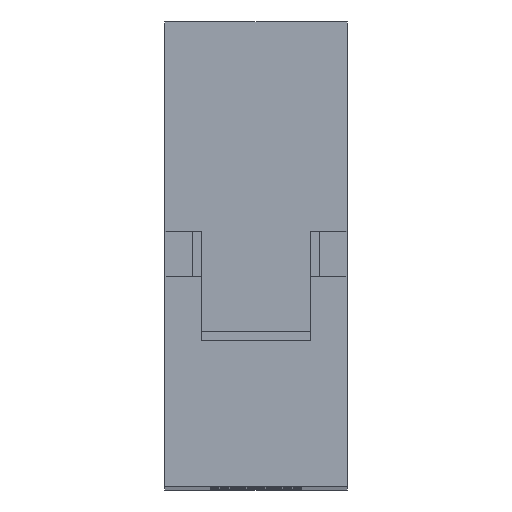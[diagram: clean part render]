
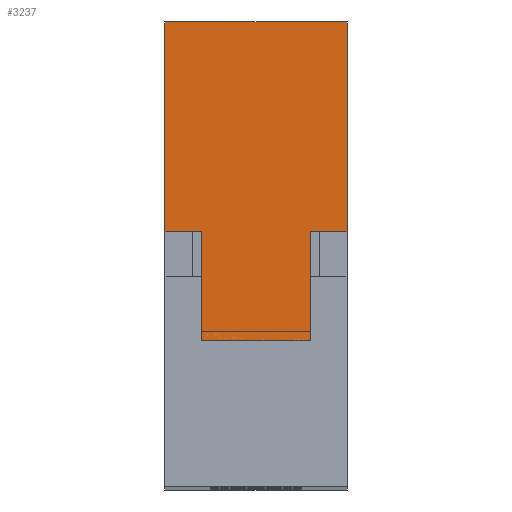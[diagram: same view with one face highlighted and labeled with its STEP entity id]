
A CAD part, top view. The second image highlights one B-rep face of the part: STEP entity #3237.
In plain terms, the highlighted face is planar.
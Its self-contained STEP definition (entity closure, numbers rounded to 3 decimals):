
#156=ORIENTED_EDGE('',*,*,#1050,.T.);
#157=ORIENTED_EDGE('',*,*,#1051,.F.);
#158=ORIENTED_EDGE('',*,*,#1052,.T.);
#159=ORIENTED_EDGE('',*,*,#1053,.F.);
#160=ORIENTED_EDGE('',*,*,#1054,.F.);
#161=ORIENTED_EDGE('',*,*,#1055,.F.);
#162=ORIENTED_EDGE('',*,*,#1056,.F.);
#163=ORIENTED_EDGE('',*,*,#1057,.T.);
#1050=EDGE_CURVE('',#1497,#1498,#1809,.T.);
#1051=EDGE_CURVE('',#1499,#1498,#1810,.T.);
#1052=EDGE_CURVE('',#1499,#1500,#1811,.T.);
#1053=EDGE_CURVE('',#1501,#1500,#1812,.T.);
#1054=EDGE_CURVE('',#1502,#1501,#1813,.T.);
#1055=EDGE_CURVE('',#1503,#1502,#1814,.T.);
#1056=EDGE_CURVE('',#1504,#1503,#1815,.T.);
#1057=EDGE_CURVE('',#1504,#1497,#1816,.T.);
#1497=VERTEX_POINT('',#4629);
#1498=VERTEX_POINT('',#4630);
#1499=VERTEX_POINT('',#4632);
#1500=VERTEX_POINT('',#4634);
#1501=VERTEX_POINT('',#4636);
#1502=VERTEX_POINT('',#4638);
#1503=VERTEX_POINT('',#4640);
#1504=VERTEX_POINT('',#4642);
#1809=LINE('',#4628,#2192);
#1810=LINE('',#4631,#2193);
#1811=LINE('',#4633,#2194);
#1812=LINE('',#4635,#2195);
#1813=LINE('',#4637,#2196);
#1814=LINE('',#4639,#2197);
#1815=LINE('',#4641,#2198);
#1816=LINE('',#4643,#2199);
#2192=VECTOR('',#3739,1000.);
#2193=VECTOR('',#3740,1000.);
#2194=VECTOR('',#3741,1000.);
#2195=VECTOR('',#3742,1000.);
#2196=VECTOR('',#3743,1000.);
#2197=VECTOR('',#3744,1000.);
#2198=VECTOR('',#3745,1000.);
#2199=VECTOR('',#3746,1000.);
#2575=EDGE_LOOP('',(#156,#157,#158,#159,#160,#161,#162,#163));
#2828=FACE_BOUND('',#2575,.T.);
#3081=PLANE('',#3482);
#3237=ADVANCED_FACE('',(#2828),#3081,.F.);
#3482=AXIS2_PLACEMENT_3D('',#4627,#3737,#3738);
#3737=DIRECTION('',(0.,-1.,0.));
#3738=DIRECTION('',(0.,0.,-1.));
#3739=DIRECTION('',(-1.,0.,0.));
#3740=DIRECTION('',(0.,0.,1.));
#3741=DIRECTION('',(-1.,0.,0.));
#3742=DIRECTION('',(0.,0.,-1.));
#3743=DIRECTION('',(-1.,0.,0.));
#3744=DIRECTION('',(0.,0.,1.));
#3745=DIRECTION('',(-1.,0.,0.));
#3746=DIRECTION('',(0.,0.,-1.));
#4627=CARTESIAN_POINT('',(35.,245.,10.));
#4628=CARTESIAN_POINT('',(35.,245.,-6.));
#4629=CARTESIAN_POINT('',(35.,245.,-6.));
#4630=CARTESIAN_POINT('',(23.,245.,-6.));
#4631=CARTESIAN_POINT('',(23.,245.,-10.));
#4632=CARTESIAN_POINT('',(23.,245.,-10.));
#4633=CARTESIAN_POINT('',(35.,245.,-10.));
#4634=CARTESIAN_POINT('',(0.,245.,-10.));
#4635=CARTESIAN_POINT('',(0.,245.,10.));
#4636=CARTESIAN_POINT('',(0.,245.,10.));
#4637=CARTESIAN_POINT('',(35.,245.,10.));
#4638=CARTESIAN_POINT('',(23.,245.,10.));
#4639=CARTESIAN_POINT('',(23.,245.,6.));
#4640=CARTESIAN_POINT('',(23.,245.,6.));
#4641=CARTESIAN_POINT('',(35.,245.,6.));
#4642=CARTESIAN_POINT('',(35.,245.,6.));
#4643=CARTESIAN_POINT('',(35.,245.,10.));
